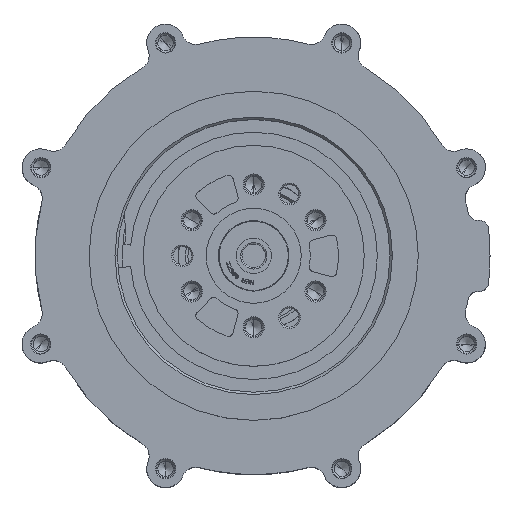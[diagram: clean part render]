
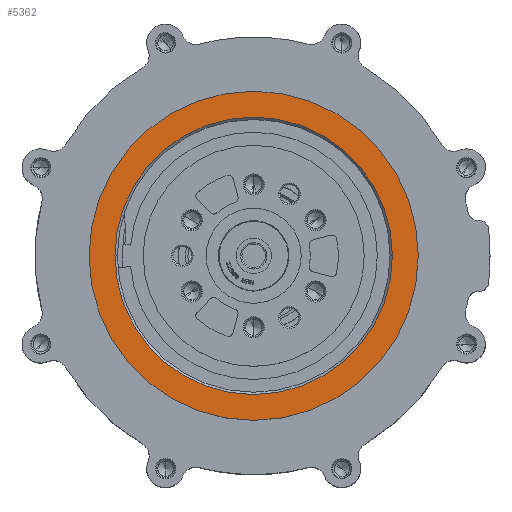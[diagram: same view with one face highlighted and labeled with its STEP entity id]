
A CAD part, top view. The second image highlights one B-rep face of the part: STEP entity #5362.
In plain terms, the highlighted planar face has unit normal (0, 0, 1).
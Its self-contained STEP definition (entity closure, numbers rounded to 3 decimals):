
#1535=CARTESIAN_POINT('',(0.,0.,37.5));
#1536=DIRECTION('',(0.,0.,-1.));
#1537=DIRECTION('',(-1.,0.,0.));
#1538=AXIS2_PLACEMENT_3D('',#1535,#1536,#1537);
#1540=CARTESIAN_POINT('',(0.,0.,37.5));
#1541=DIRECTION('',(0.,0.,-1.));
#1542=DIRECTION('',(1.,0.,0.));
#1543=AXIS2_PLACEMENT_3D('',#1540,#1541,#1542);
#1545=CARTESIAN_POINT('',(0.,0.,37.5));
#1546=DIRECTION('',(0.,0.,1.));
#1547=DIRECTION('',(-1.,0.,0.));
#1548=AXIS2_PLACEMENT_3D('',#1545,#1546,#1547);
#1550=CARTESIAN_POINT('',(0.,0.,37.5));
#1551=DIRECTION('',(0.,0.,1.));
#1552=DIRECTION('',(0.,-1.,0.));
#1553=AXIS2_PLACEMENT_3D('',#1550,#1551,#1552);
#1555=CARTESIAN_POINT('',(0.,0.,37.5));
#1556=DIRECTION('',(0.,0.,1.));
#1557=DIRECTION('',(1.,0.,0.));
#1558=AXIS2_PLACEMENT_3D('',#1555,#1556,#1557);
#1560=CARTESIAN_POINT('',(0.,0.,37.5));
#1561=DIRECTION('',(0.,0.,1.));
#1562=DIRECTION('',(0.,1.,0.));
#1563=AXIS2_PLACEMENT_3D('',#1560,#1561,#1562);
#2734=CARTESIAN_POINT('',(-35.,0.,37.5));
#2735=VERTEX_POINT('',#2734);
#2736=CARTESIAN_POINT('',(35.,0.,37.5));
#2737=VERTEX_POINT('',#2736);
#2738=CARTESIAN_POINT('',(0.,-29.5,37.5));
#2739=CARTESIAN_POINT('',(29.5,0.,37.5));
#2740=VERTEX_POINT('',#2738);
#2741=VERTEX_POINT('',#2739);
#2742=CARTESIAN_POINT('',(-29.5,0.,37.5));
#2743=VERTEX_POINT('',#2742);
#2744=CARTESIAN_POINT('',(0.,29.5,37.5));
#2745=VERTEX_POINT('',#2744);
#5343=CARTESIAN_POINT('',(0.,0.,37.5));
#5344=DIRECTION('',(0.,0.,1.));
#5345=DIRECTION('',(0.,1.,0.));
#5346=AXIS2_PLACEMENT_3D('',#5343,#5344,#5345);
#5347=PLANE('',#5346);
#5349=ORIENTED_EDGE('',*,*,#5348,.T.);
#5351=ORIENTED_EDGE('',*,*,#5350,.T.);
#5352=EDGE_LOOP('',(#5349,#5351));
#5353=FACE_OUTER_BOUND('',#5352,.F.);
#5354=ORIENTED_EDGE('',*,*,#5332,.T.);
#5355=ORIENTED_EDGE('',*,*,#5330,.T.);
#5357=ORIENTED_EDGE('',*,*,#5356,.T.);
#5359=ORIENTED_EDGE('',*,*,#5358,.T.);
#5360=EDGE_LOOP('',(#5354,#5355,#5357,#5359));
#5361=FACE_BOUND('',#5360,.F.);
#5362=ADVANCED_FACE('',(#5353,#5361),#5347,.T.);
#1539=CIRCLE('',#1538,35.);
#1544=CIRCLE('',#1543,35.);
#1549=CIRCLE('',#1548,29.5);
#1554=CIRCLE('',#1553,29.5);
#1559=CIRCLE('',#1558,29.5);
#1564=CIRCLE('',#1563,29.5);
#5330=EDGE_CURVE('',#2740,#2741,#1554,.T.);
#5332=EDGE_CURVE('',#2743,#2740,#1549,.T.);
#5348=EDGE_CURVE('',#2735,#2737,#1539,.T.);
#5350=EDGE_CURVE('',#2737,#2735,#1544,.T.);
#5356=EDGE_CURVE('',#2741,#2745,#1559,.T.);
#5358=EDGE_CURVE('',#2745,#2743,#1564,.T.);
